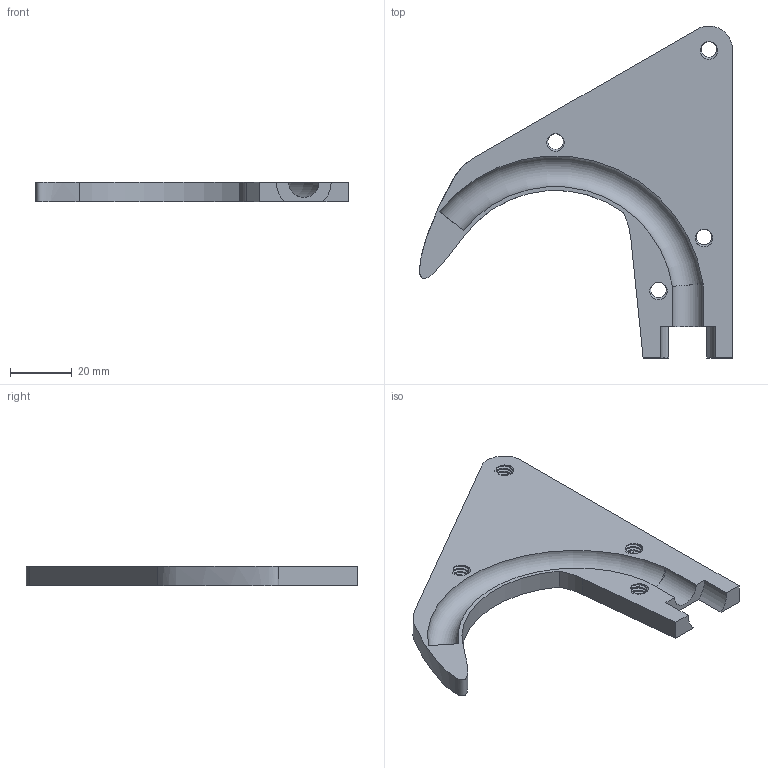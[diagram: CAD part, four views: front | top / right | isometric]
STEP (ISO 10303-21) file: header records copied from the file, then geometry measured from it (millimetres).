
FILE_DESCRIPTION(/* description */ (''),/* implementation_level */ '2;1');
FILE_NAME(/* name */ 'CheapHook Spear A.step',/* time_stamp */ '2023-07-01T04:19:51-04:00',/* author */ (''),/* organization */ (''),/* preprocessor_version */ 'ST-DEVELOPER v19.2',/* originating_system */ 'Autodesk Translation Framework v12.6.0.85',/* authorisation */ '');
FILE_SCHEMA (('AUTOMOTIVE_DESIGN { 1 0 10303 214 3 1 1 }'));
Length unit declared in the file: inch
Products named in the file (1): CheapHook Spear
Bounding box: 101.42 x 107.63 x 6.35 mm (x, y, z)
Volume: 26229.9 mm3; surface area: 13696.3 mm2
Topology: 1 solids, 1 shells, 74 faces, 216 edges, 144 vertices
Faces by surface type: cylinder 55, bspline 9, plane 9, torus 1
Full cylindrical faces by diameter (mm): 5.116 x8, 6.35 x4
Entity records: 5536 total; most frequent: CARTESIAN_POINT 3747, ORIENTED_EDGE 432, DIRECTION 265, EDGE_CURVE 216, VERTEX_POINT 144, B_SPLINE_CURVE_WITH_KNOTS 114, AXIS2_PLACEMENT_3D 98, EDGE_LOOP 82
